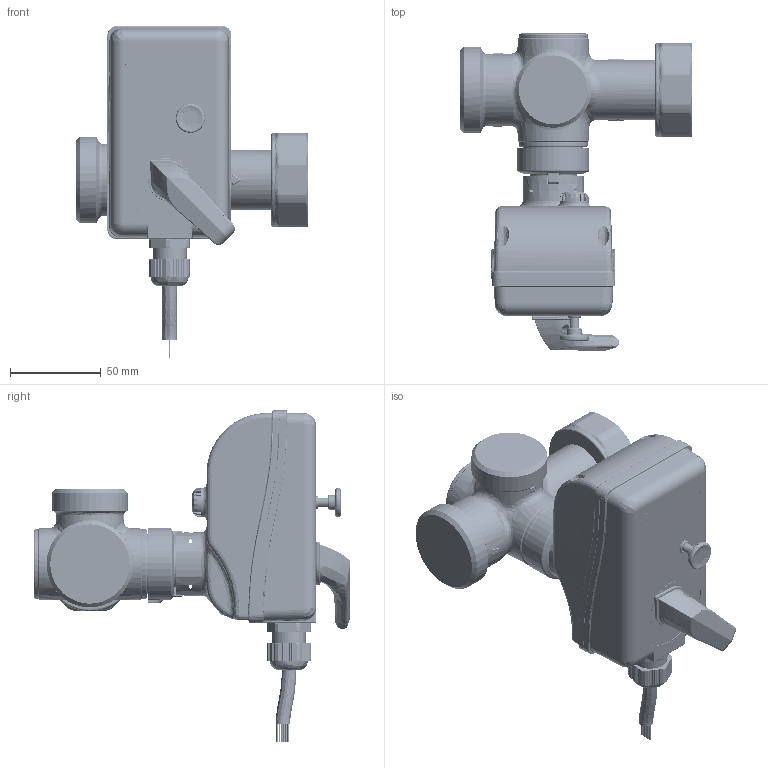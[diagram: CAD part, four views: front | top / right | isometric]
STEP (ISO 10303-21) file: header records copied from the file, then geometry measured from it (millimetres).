
FILE_DESCRIPTION(('CATIA V5 STEP Exchange'),'2;1');
FILE_NAME('STEP_167032_-_TST.stp','2017-10-09T07:57:42+00:00',('none'),('none'),'CATIA Version 5-6 Release 2016 SP4','CATIA V5 STEP AP203','none');
FILE_SCHEMA(('CONFIG_CONTROL_DESIGN'));
Products named in the file (1): 167032 - TST
Bounding box: 127 x 174.19 x 182.46 mm (x, y, z)
Volume: 258765.2 mm3; surface area: 146815.9 mm2
Topology: 2 solids, 2244 shells, 3217 faces, 26529 edges, 25456 vertices
Faces by surface type: bspline 1270, plane 823, cylinder 681, revolution 292, torus 57, cone 50, sphere 44
Entity records: 295044 total; most frequent: CARTESIAN_POINT 165680, ORIENTED_EDGE 28545, EDGE_CURVE 26383, VERTEX_POINT 25436, B_SPLINE_CURVE_WITH_KNOTS 23999, DIRECTION 4322, EDGE_LOOP 3379, ADVANCED_FACE 3206
